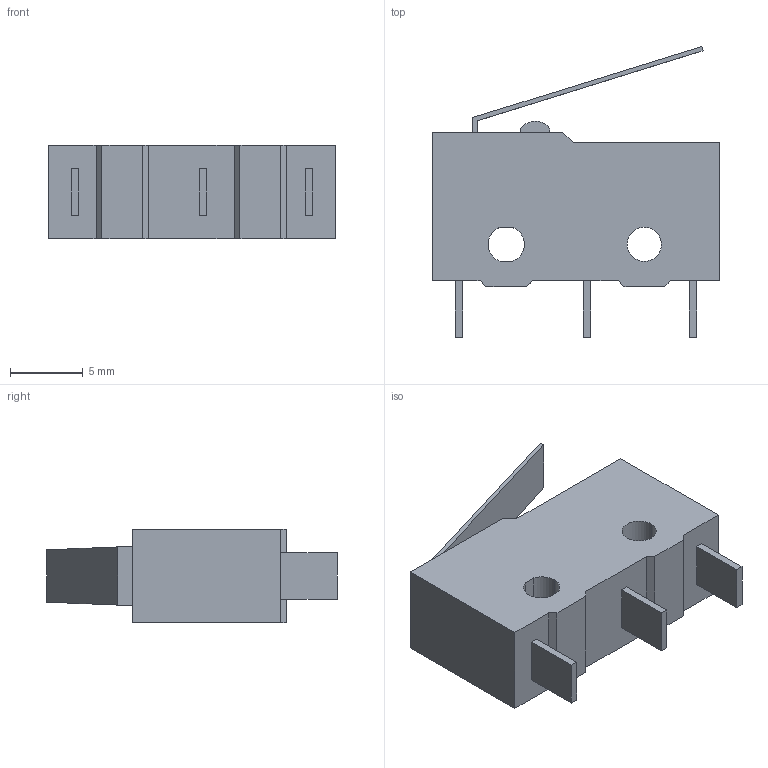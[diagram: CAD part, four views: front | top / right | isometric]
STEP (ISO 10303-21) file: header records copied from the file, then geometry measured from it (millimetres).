
FILE_DESCRIPTION (( 'STEP AP214' ), '1' );
FILE_NAME ('Limit switch.STEP', '2025-09-18T19:07:39', ( '' ), ( '' ), 'SwSTEP 2.0', 'SolidWorks 2024', '' );
FILE_SCHEMA (( 'AUTOMOTIVE_DESIGN' ));
Length unit declared in the file: millimetre
Products named in the file (1): Limit switch
Bounding box: 19.8 x 20 x 6.4 mm (x, y, z)
Volume: 1245.9 mm3; surface area: 1095 mm2
Topology: 2 solids, 2 shells, 52 faces, 132 edges, 88 vertices
Faces by surface type: plane 45, cylinder 7
Entity records: 2074 total; most frequent: CARTESIAN_POINT 273, ORIENTED_EDGE 264, DIRECTION 252, EDGE_CURVE 132, VECTOR 118, LINE 118, VERTEX_POINT 88, AXIS2_PLACEMENT_3D 67
